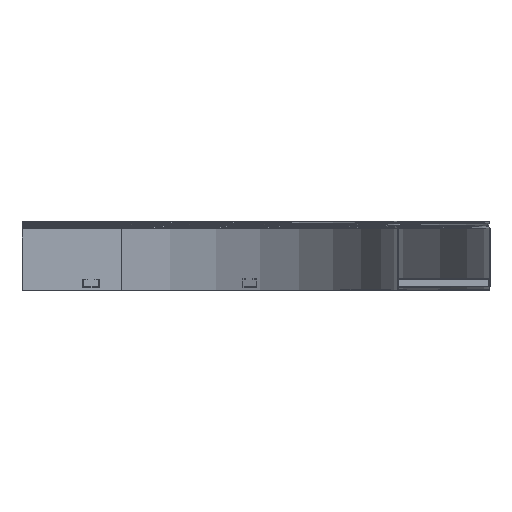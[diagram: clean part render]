
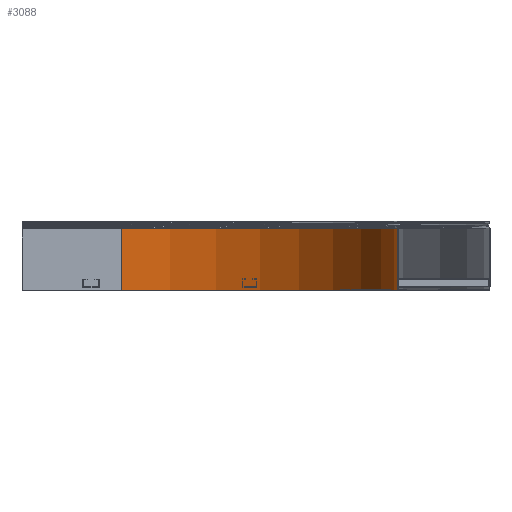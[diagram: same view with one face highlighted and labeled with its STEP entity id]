
A CAD part, top view. The second image highlights one B-rep face of the part: STEP entity #3088.
In plain terms, the highlighted cylindrical face has radius 600 mm (diameter 1200 mm), a partial arc.
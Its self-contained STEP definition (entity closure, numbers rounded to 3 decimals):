
#57 = DIRECTION ( 'NONE',  ( 1., 0., 0. ) ) ;
#81 = VERTEX_POINT ( 'NONE', #2881 ) ;
#206 = EDGE_CURVE ( 'NONE', #3619, #81, #1305, .T. ) ;
#375 = DIRECTION ( 'NONE',  ( 0., 1., 0. ) ) ;
#559 = CARTESIAN_POINT ( 'NONE',  ( 0., 0., 0. ) ) ;
#1123 = DIRECTION ( 'NONE',  ( 0., -1., 0. ) ) ;
#1175 = FACE_OUTER_BOUND ( 'NONE', #3243, .T. ) ;
#1305 = CIRCLE ( 'NONE', #6633, 600. ) ;
#1460 = CARTESIAN_POINT ( 'NONE',  ( 0., 2.2, -600. ) ) ;
#1509 = CARTESIAN_POINT ( 'NONE',  ( 600., 2.2, 0. ) ) ;
#2600 = DIRECTION ( 'NONE',  ( 0., 1., 0. ) ) ;
#2793 = CARTESIAN_POINT ( 'NONE',  ( 0., 0., -600. ) ) ;
#2847 = ORIENTED_EDGE ( 'NONE', *, *, #4333, .T. ) ;
#2881 = CARTESIAN_POINT ( 'NONE',  ( 0., 134.499, -600. ) ) ;
#2923 = CARTESIAN_POINT ( 'NONE',  ( 0., 134.499, 0. ) ) ;
#3088 = ADVANCED_FACE ( 'NONE', ( #1175 ), #6996, .F. ) ;
#3184 = CARTESIAN_POINT ( 'NONE',  ( 0., 0., 0. ) ) ;
#3243 = EDGE_LOOP ( 'NONE', ( #7493, #5544, #2847, #5684 ) ) ;
#3264 = VERTEX_POINT ( 'NONE', #2793 ) ;
#3464 = DIRECTION ( 'NONE',  ( 1., 0., 0. ) ) ;
#3619 = VERTEX_POINT ( 'NONE', #3813 ) ;
#3639 = DIRECTION ( 'NONE',  ( 0., 1., 0. ) ) ;
#3813 = CARTESIAN_POINT ( 'NONE',  ( 600., 134.499, 0. ) ) ;
#3986 = VECTOR ( 'NONE', #375, 1000. ) ;
#4053 = VECTOR ( 'NONE', #5060, 1000. ) ;
#4153 = AXIS2_PLACEMENT_3D ( 'NONE', #3184, #2600, #6263 ) ;
#4333 = EDGE_CURVE ( 'NONE', #3264, #5521, #6708, .T. ) ;
#4806 = EDGE_CURVE ( 'NONE', #5521, #3619, #7347, .T. ) ;
#5060 = DIRECTION ( 'NONE',  ( 0., 1., 0. ) ) ;
#5240 = CARTESIAN_POINT ( 'NONE',  ( 600., 0., 0. ) ) ;
#5270 = LINE ( 'NONE', #1460, #4053 ) ;
#5521 = VERTEX_POINT ( 'NONE', #5240 ) ;
#5544 = ORIENTED_EDGE ( 'NONE', *, *, #5992, .F. ) ;
#5680 = AXIS2_PLACEMENT_3D ( 'NONE', #559, #1123, #3464 ) ;
#5684 = ORIENTED_EDGE ( 'NONE', *, *, #4806, .T. ) ;
#5992 = EDGE_CURVE ( 'NONE', #3264, #81, #5270, .T. ) ;
#6263 = DIRECTION ( 'NONE',  ( 0., 0., 1. ) ) ;
#6633 = AXIS2_PLACEMENT_3D ( 'NONE', #2923, #3639, #57 ) ;
#6708 = CIRCLE ( 'NONE', #5680, 600. ) ;
#6996 = CYLINDRICAL_SURFACE ( 'NONE', #4153, 600. ) ;
#7347 = LINE ( 'NONE', #1509, #3986 ) ;
#7493 = ORIENTED_EDGE ( 'NONE', *, *, #206, .T. ) ;
